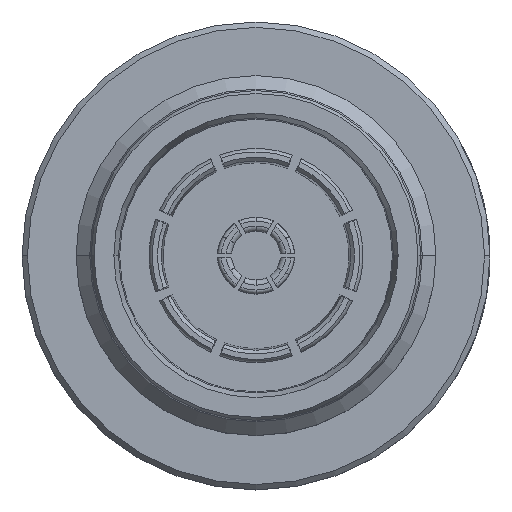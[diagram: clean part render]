
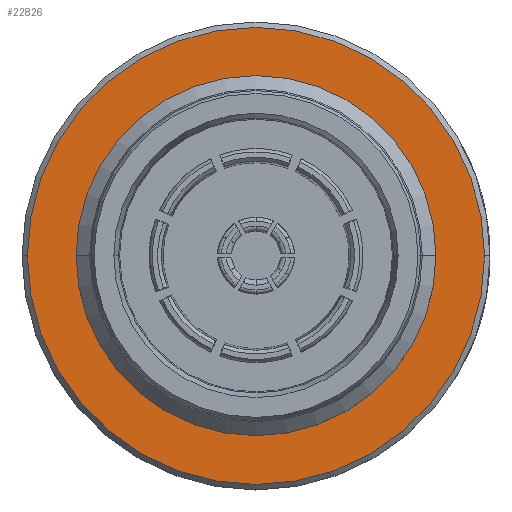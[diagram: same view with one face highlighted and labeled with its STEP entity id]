
A CAD part, top view. The second image highlights one B-rep face of the part: STEP entity #22826.
In plain terms, the highlighted planar face has unit normal (0, 0, 1).
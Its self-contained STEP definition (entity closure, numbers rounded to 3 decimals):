
#3 = AXIS2_PLACEMENT_3D ( 'NONE', #28148, #13198, #30652 ) ;
#54 = ORIENTED_EDGE ( 'NONE', *, *, #4457, .T. ) ;
#171 = DIRECTION ( 'NONE',  ( 1., 0., 0. ) ) ;
#2861 = VERTEX_POINT ( 'NONE', #28041 ) ;
#4457 = EDGE_CURVE ( 'NONE', #8621, #2861, #25059, .T. ) ;
#6693 = CARTESIAN_POINT ( 'NONE',  ( 0., 0., -15.9 ) ) ;
#8050 = EDGE_CURVE ( 'NONE', #17915, #23155, #31819, .T. ) ;
#8621 = VERTEX_POINT ( 'NONE', #20809 ) ;
#8746 = EDGE_LOOP ( 'NONE', ( #16390, #54 ) ) ;
#9190 = DIRECTION ( 'NONE',  ( 1., 0., 0. ) ) ;
#10003 = ORIENTED_EDGE ( 'NONE', *, *, #26755, .F. ) ;
#10541 = DIRECTION ( 'NONE',  ( 0., 0., -1. ) ) ;
#11083 = CARTESIAN_POINT ( 'NONE',  ( -9.94, 0., -15.9 ) ) ;
#12233 = DIRECTION ( 'NONE',  ( 0., 0., 1. ) ) ;
#12701 = CARTESIAN_POINT ( 'NONE',  ( 9.94, 0., -15.9 ) ) ;
#13109 = ORIENTED_EDGE ( 'NONE', *, *, #8050, .F. ) ;
#13198 = DIRECTION ( 'NONE',  ( 0., 0., 1. ) ) ;
#13384 = EDGE_LOOP ( 'NONE', ( #10003, #13109 ) ) ;
#15124 = DIRECTION ( 'NONE',  ( 0., 0., 1. ) ) ;
#15769 = FACE_BOUND ( 'NONE', #13384, .T. ) ;
#16390 = ORIENTED_EDGE ( 'NONE', *, *, #24097, .T. ) ;
#17183 = CIRCLE ( 'NONE', #20001, 12.7 ) ;
#17915 = VERTEX_POINT ( 'NONE', #11083 ) ;
#19343 = AXIS2_PLACEMENT_3D ( 'NONE', #25458, #10541, #27989 ) ;
#20001 = AXIS2_PLACEMENT_3D ( 'NONE', #30078, #15124, #171 ) ;
#20032 = AXIS2_PLACEMENT_3D ( 'NONE', #6693, #24109, #9190 ) ;
#20809 = CARTESIAN_POINT ( 'NONE',  ( 12.7, 0., -15.9 ) ) ;
#22826 = ADVANCED_FACE ( 'NONE', ( #15769, #28280 ), #27879, .F. ) ;
#23155 = VERTEX_POINT ( 'NONE', #12701 ) ;
#24097 = EDGE_CURVE ( 'NONE', #2861, #8621, #17183, .T. ) ;
#24109 = DIRECTION ( 'NONE',  ( 0., 0., 1. ) ) ;
#25059 = CIRCLE ( 'NONE', #20032, 12.7 ) ;
#25458 = CARTESIAN_POINT ( 'NONE',  ( 0., 9.94, -15.9 ) ) ;
#25998 = AXIS2_PLACEMENT_3D ( 'NONE', #27152, #12233, #29641 ) ;
#26542 = CIRCLE ( 'NONE', #3, 9.94 ) ;
#26755 = EDGE_CURVE ( 'NONE', #23155, #17915, #26542, .T. ) ;
#27152 = CARTESIAN_POINT ( 'NONE',  ( 0., 0., -15.9 ) ) ;
#27879 = PLANE ( 'NONE',  #19343 ) ;
#27989 = DIRECTION ( 'NONE',  ( -1., 0., 0. ) ) ;
#28041 = CARTESIAN_POINT ( 'NONE',  ( -12.7, 0., -15.9 ) ) ;
#28148 = CARTESIAN_POINT ( 'NONE',  ( 0., 0., -15.9 ) ) ;
#28280 = FACE_OUTER_BOUND ( 'NONE', #8746, .T. ) ;
#29641 = DIRECTION ( 'NONE',  ( 1., 0., 0. ) ) ;
#30078 = CARTESIAN_POINT ( 'NONE',  ( 0., 0., -15.9 ) ) ;
#30652 = DIRECTION ( 'NONE',  ( 1., 0., 0. ) ) ;
#31819 = CIRCLE ( 'NONE', #25998, 9.94 ) ;
